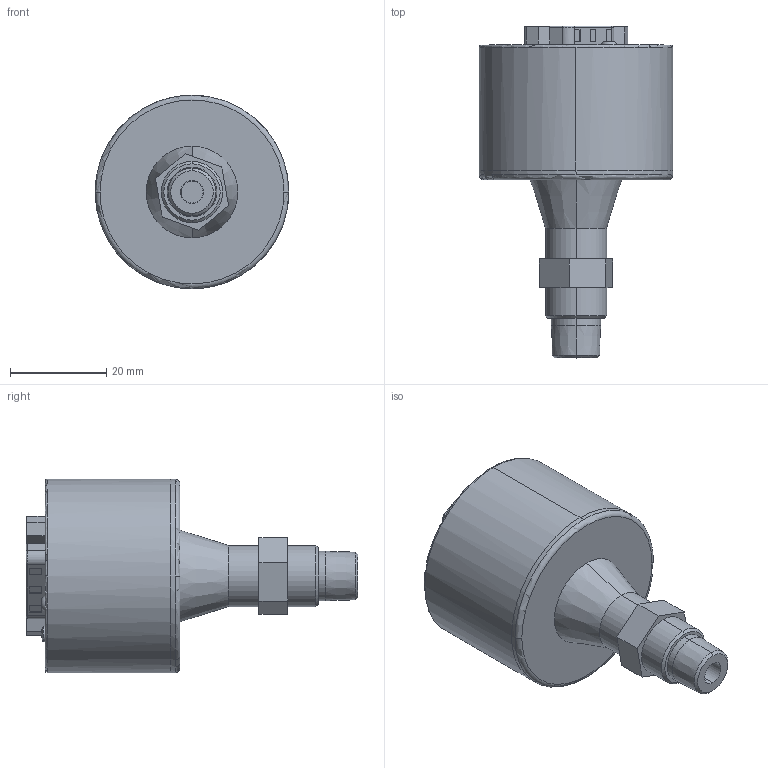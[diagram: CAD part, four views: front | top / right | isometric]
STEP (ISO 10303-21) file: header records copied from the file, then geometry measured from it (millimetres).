
FILE_DESCRIPTION (( 'STEP AP214' ), '1' );
FILE_NAME ('BVT100_DB9_NPT.STEP', '2023-07-19T20:42:09', ( '' ), ( '' ), 'SwSTEP 2.0', 'SolidWorks 2020', '' );
FILE_SCHEMA (( 'AUTOMOTIVE_DESIGN' ));
Length unit declared in the file: inch
Products named in the file (1): BVT100_DB9_NPT
Bounding box: 40.2 x 68.95 x 40.2 mm (x, y, z)
Volume: 39708.3 mm3; surface area: 9630 mm2
Topology: 1 solids, 2 shells, 311 faces, 760 edges, 493 vertices
Faces by surface type: plane 126, cylinder 117, cone 28, torus 19, bspline 18, sphere 3
Entity records: 10408 total; most frequent: CARTESIAN_POINT 3033, DIRECTION 1548, ORIENTED_EDGE 1504, EDGE_CURVE 752, AXIS2_PLACEMENT_3D 602, VERTEX_POINT 491, EDGE_LOOP 371, LINE 344
